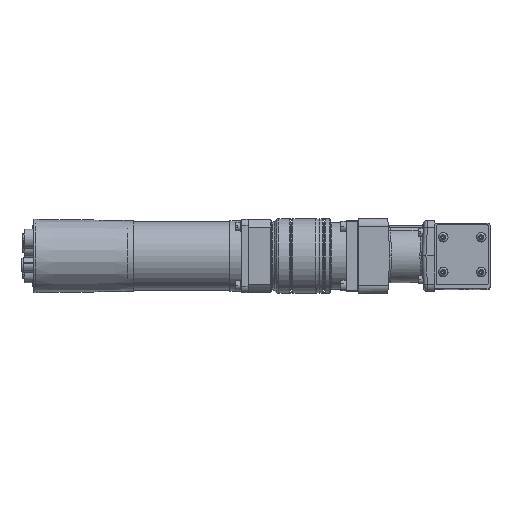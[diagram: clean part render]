
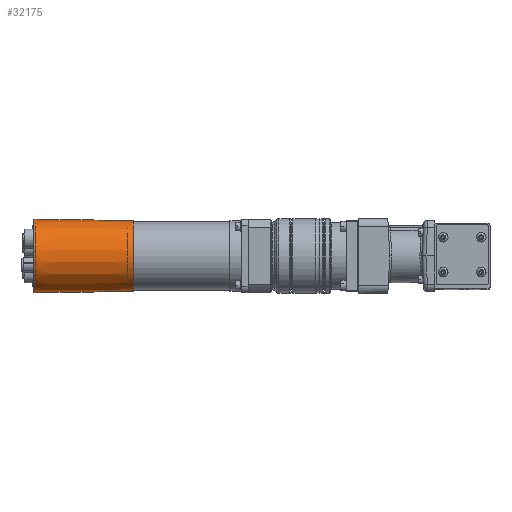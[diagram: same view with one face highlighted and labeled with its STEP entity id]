
A CAD part, top view. The second image highlights one B-rep face of the part: STEP entity #32175.
In plain terms, the highlighted conical face has half-angle 0.716 degrees and reference radius 28.5 mm.
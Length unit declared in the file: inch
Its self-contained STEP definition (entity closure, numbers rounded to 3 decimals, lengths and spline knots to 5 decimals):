
#2483 = CIRCLE ( 'NONE', #43863, 1.16142 ) ;
#6146 = FACE_OUTER_BOUND ( 'NONE', #46599, .T. ) ;
#6479 = CARTESIAN_POINT ( 'NONE',  ( 0., 0., -7.10236 ) ) ;
#9085 = DIRECTION ( 'NONE',  ( 0., 1., 0. ) ) ;
#14869 = EDGE_CURVE ( 'NONE', #26596, #26596, #44762, .T. ) ;
#19917 = CARTESIAN_POINT ( 'NONE',  ( 0., 0., -7.10236 ) ) ;
#20462 = DIRECTION ( 'NONE',  ( 0., 1., 0. ) ) ;
#23264 = EDGE_LOOP ( 'NONE', ( #59040 ) ) ;
#26596 = VERTEX_POINT ( 'NONE', #42394 ) ;
#28091 = DIRECTION ( 'NONE',  ( 0., 0., -1. ) ) ;
#32175 = ADVANCED_FACE ( 'NONE', ( #33485, #6146 ), #60417, .T. ) ;
#33485 = FACE_BOUND ( 'NONE', #23264, .T. ) ;
#36255 = CARTESIAN_POINT ( 'NONE',  ( 0., 0., -10.25197 ) ) ;
#42394 = CARTESIAN_POINT ( 'NONE',  ( 0., 1.12205, -7.10236 ) ) ;
#43863 = AXIS2_PLACEMENT_3D ( 'NONE', #36255, #46693, #20462 ) ;
#44762 = CIRCLE ( 'NONE', #65427, 1.12205 ) ;
#46599 = EDGE_LOOP ( 'NONE', ( #55905 ) ) ;
#46693 = DIRECTION ( 'NONE',  ( 0., 0., -1. ) ) ;
#50022 = DIRECTION ( 'NONE',  ( 0., 1., 0. ) ) ;
#54565 = CARTESIAN_POINT ( 'NONE',  ( 0., 1.16142, -10.25197 ) ) ;
#54703 = AXIS2_PLACEMENT_3D ( 'NONE', #6479, #28091, #50022 ) ;
#55905 = ORIENTED_EDGE ( 'NONE', *, *, #56254, .F. ) ;
#56254 = EDGE_CURVE ( 'NONE', #66062, #66062, #2483, .T. ) ;
#59040 = ORIENTED_EDGE ( 'NONE', *, *, #14869, .T. ) ;
#60417 = CONICAL_SURFACE ( 'NONE', #54703, 1.12205, 0.012 ) ;
#64135 = DIRECTION ( 'NONE',  ( 0., 0., -1. ) ) ;
#65427 = AXIS2_PLACEMENT_3D ( 'NONE', #19917, #64135, #9085 ) ;
#66062 = VERTEX_POINT ( 'NONE', #54565 ) ;
